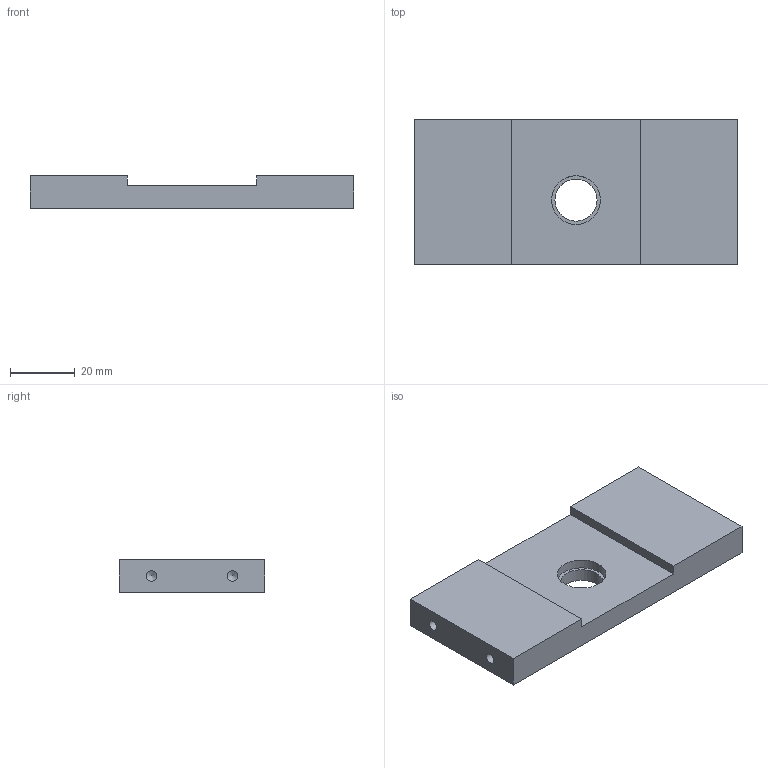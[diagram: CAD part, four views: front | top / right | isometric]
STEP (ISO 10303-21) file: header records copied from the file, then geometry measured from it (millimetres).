
FILE_DESCRIPTION(/* description */ (''),/* implementation_level */ '2;1');
FILE_NAME(/* name */ 'petite plaque moteur.stp',/* time_stamp */ '2021-05-21T08:19:02+02:00',/* author */ ('HCAPA'),/* organization */ (''),/* preprocessor_version */ 'ST-DEVELOPER v18.1',/* originating_system */ 'Autodesk Inventor 2021',/* authorisation */ '');
FILE_SCHEMA (('AUTOMOTIVE_DESIGN { 1 0 10303 214 3 1 1 }'));
Length unit declared in the file: millimetre
Products named in the file (1): petite plaque moteur
Bounding box: 100 x 45 x 10 mm (x, y, z)
Volume: 38138.6 mm3; surface area: 12455.5 mm2
Topology: 1 solids, 1 shells, 21 faces, 50 edges, 32 vertices
Faces by surface type: plane 11, cylinder 6, cone 4
Full cylindrical faces by diameter (mm): 3.242 x4, 13 x1, 15 x1
Entity records: 629 total; most frequent: DIRECTION 102, CARTESIAN_POINT 100, ORIENTED_EDGE 92, EDGE_CURVE 46, LINE 34, VECTOR 34, AXIS2_PLACEMENT_3D 34, VERTEX_POINT 32
